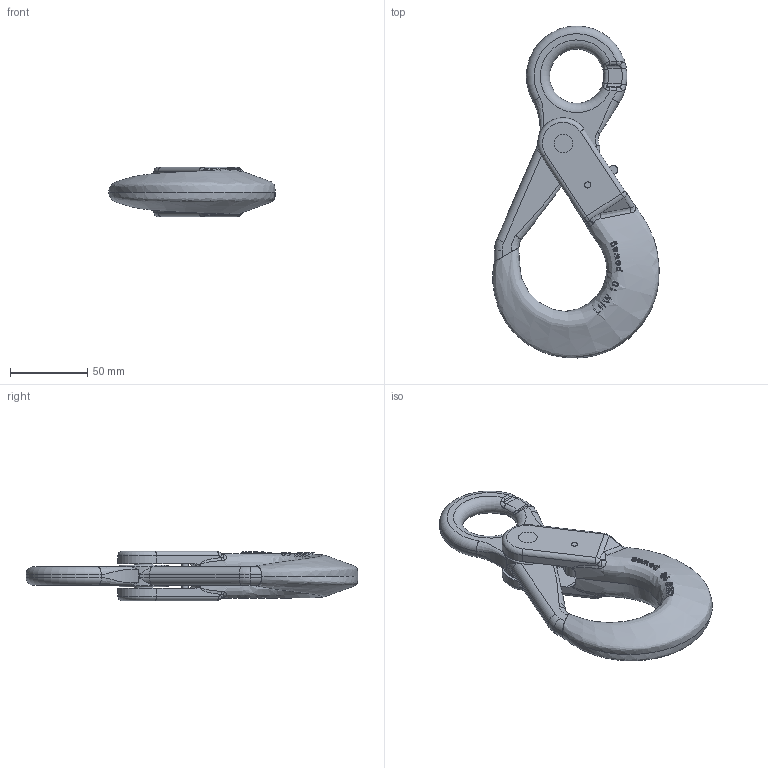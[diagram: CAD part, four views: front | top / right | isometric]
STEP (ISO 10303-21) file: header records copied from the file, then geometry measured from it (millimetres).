
FILE_DESCRIPTION(/* description */ (''),/* implementation_level */ '2;1');
FILE_NAME(/* name */ 'LHW 10 Kundenmodell',/* time_stamp */ '2010-01-13T13:58:33+01:00',/* author */ (''),/* organization */ (''),/* preprocessor_version */ 'ST-DEVELOPER v9',/* originating_system */ 'UGS - NX 4.0',/* authorisation */ '');
FILE_SCHEMA (('AUTOMOTIVE_DESIGN { 1 0 10303 214 1 1 1 1 }'));
Length unit declared in the file: millimetre
Products named in the file (1): ritA3C66mue
Bounding box: 107.45 x 214.52 x 32 mm (x, y, z)
Volume: 198343.3 mm3; surface area: 45052.8 mm2
Topology: 5 solids, 5 shells, 328 faces, 841 edges, 534 vertices
Faces by surface type: plane 106, extrusion 76, bspline 59, cylinder 56, torus 29, sphere 2
Full cylindrical faces by diameter (mm): 4 x3, 5.4 x1, 12 x4
Entity records: 20019 total; most frequent: CARTESIAN_POINT 12975, ORIENTED_EDGE 1648, DIRECTION 1058, EDGE_CURVE 824, VERTEX_POINT 530, B_SPLINE_CURVE_WITH_KNOTS 459, EDGE_LOOP 366, AXIS2_PLACEMENT_3D 366
